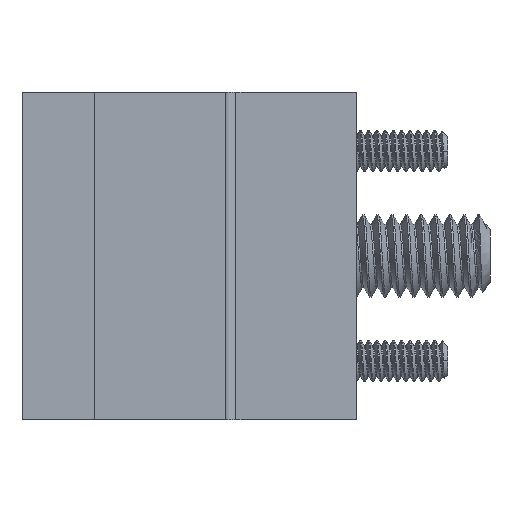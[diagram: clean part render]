
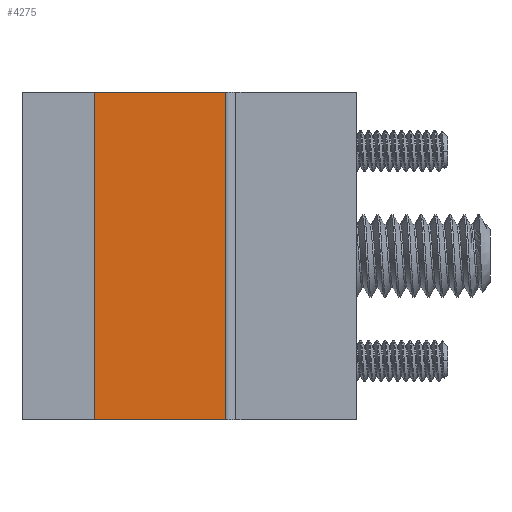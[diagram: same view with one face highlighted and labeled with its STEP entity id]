
A CAD part, left-side view. The second image highlights one B-rep face of the part: STEP entity #4275.
In plain terms, the highlighted planar face has unit normal (-1, 0, 0).
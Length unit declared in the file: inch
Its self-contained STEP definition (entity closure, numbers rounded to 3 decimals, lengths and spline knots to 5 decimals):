
#44 = EDGE_CURVE ( 'NONE', #440, #6714, #3973, .T. ) ;
#65 = ORIENTED_EDGE ( 'NONE', *, *, #44, .F. ) ;
#423 = VERTEX_POINT ( 'NONE', #3951 ) ;
#440 = VERTEX_POINT ( 'NONE', #1026 ) ;
#1026 = CARTESIAN_POINT ( 'NONE',  ( -0.5625, 0., 0.3125 ) ) ;
#1335 = CARTESIAN_POINT ( 'NONE',  ( -0.5625, -0.25, -0.3125 ) ) ;
#2099 = EDGE_LOOP ( 'NONE', ( #6488, #12047, #10507, #65 ) ) ;
#2416 = LINE ( 'NONE', #10856, #11378 ) ;
#2524 = EDGE_CURVE ( 'NONE', #423, #4429, #4812, .T. ) ;
#2902 = DIRECTION ( 'NONE',  ( 0., -1., 0. ) ) ;
#3578 = DIRECTION ( 'NONE',  ( 0., 0., -1. ) ) ;
#3583 = VECTOR ( 'NONE', #6833, 39.37008 ) ;
#3911 = VECTOR ( 'NONE', #12405, 39.37008 ) ;
#3941 = AXIS2_PLACEMENT_3D ( 'NONE', #3988, #13108, #2902 ) ;
#3951 = CARTESIAN_POINT ( 'NONE',  ( -0.5625, 0., -0.3125 ) ) ;
#3973 = LINE ( 'NONE', #10299, #5748 ) ;
#3988 = CARTESIAN_POINT ( 'NONE',  ( -0.5625, 0., -0.3125 ) ) ;
#4275 = ADVANCED_FACE ( 'NONE', ( #10186 ), #12056, .T. ) ;
#4429 = VERTEX_POINT ( 'NONE', #11316 ) ;
#4812 = LINE ( 'NONE', #6894, #3583 ) ;
#4960 = CARTESIAN_POINT ( 'NONE',  ( -0.5625, -0.25, 0.3125 ) ) ;
#5748 = VECTOR ( 'NONE', #12102, 39.37008 ) ;
#6488 = ORIENTED_EDGE ( 'NONE', *, *, #8320, .T. ) ;
#6714 = VERTEX_POINT ( 'NONE', #4960 ) ;
#6833 = DIRECTION ( 'NONE',  ( 0., -1., 0. ) ) ;
#6894 = CARTESIAN_POINT ( 'NONE',  ( -0.5625, 0., -0.3125 ) ) ;
#7760 = EDGE_CURVE ( 'NONE', #4429, #6714, #12589, .T. ) ;
#8320 = EDGE_CURVE ( 'NONE', #440, #423, #2416, .T. ) ;
#10186 = FACE_OUTER_BOUND ( 'NONE', #2099, .T. ) ;
#10299 = CARTESIAN_POINT ( 'NONE',  ( -0.5625, -0.23, 0.3125 ) ) ;
#10507 = ORIENTED_EDGE ( 'NONE', *, *, #7760, .T. ) ;
#10856 = CARTESIAN_POINT ( 'NONE',  ( -0.5625, 0., -0.3125 ) ) ;
#11316 = CARTESIAN_POINT ( 'NONE',  ( -0.5625, -0.25, -0.3125 ) ) ;
#11378 = VECTOR ( 'NONE', #3578, 39.37008 ) ;
#12047 = ORIENTED_EDGE ( 'NONE', *, *, #2524, .T. ) ;
#12056 = PLANE ( 'NONE',  #3941 ) ;
#12102 = DIRECTION ( 'NONE',  ( 0., -1., 0. ) ) ;
#12405 = DIRECTION ( 'NONE',  ( 0., 0., 1. ) ) ;
#12589 = LINE ( 'NONE', #1335, #3911 ) ;
#13108 = DIRECTION ( 'NONE',  ( -1., 0., 0. ) ) ;
